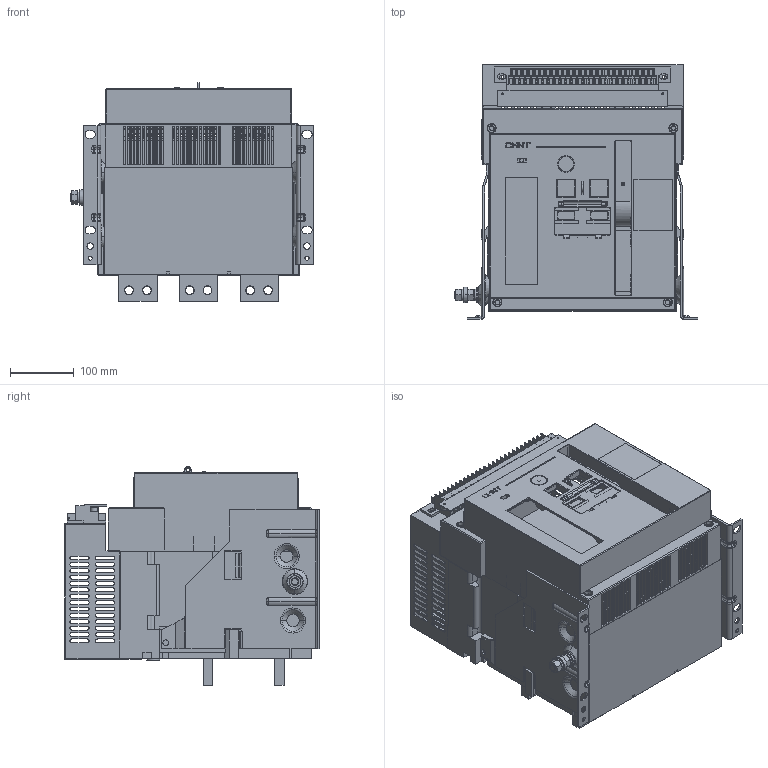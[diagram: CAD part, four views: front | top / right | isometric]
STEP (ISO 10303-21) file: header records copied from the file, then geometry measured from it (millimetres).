
FILE_DESCRIPTION((''),'2;1');
FILE_NAME('NA1-2000-2000A-3-GUDING','2020-04-28T13:02:14',('fansz'),(''),'CREO PARAMETRIC BY PTC INC, 2018020','CREO PARAMETRIC BY PTC INC, 2018020','');
FILE_SCHEMA(('CONFIG_CONTROL_DESIGN'));
Products named in the file (1): NA1-2000-2000A-3-GUDING
Bounding box: 382.6 x 398.75 x 342.5 mm (x, y, z)
Surface area: 1663050.7 mm2 (no closed solid volume)
Topology: 0 solids, 72 shells, 4240 faces, 12448 edges, 8342 vertices
Faces by surface type: plane 2891, cylinder 800, extrusion 204, cone 175, torus 84, bspline 82, sphere 4
Entity records: 148437 total; most frequent: CARTESIAN_POINT 35610, ORIENTED_EDGE 24844, DIRECTION 21180, EDGE_CURVE 12444, VECTOR 9226, LINE 9022, VERTEX_POINT 8342, AXIS2_PLACEMENT_3D 5977
